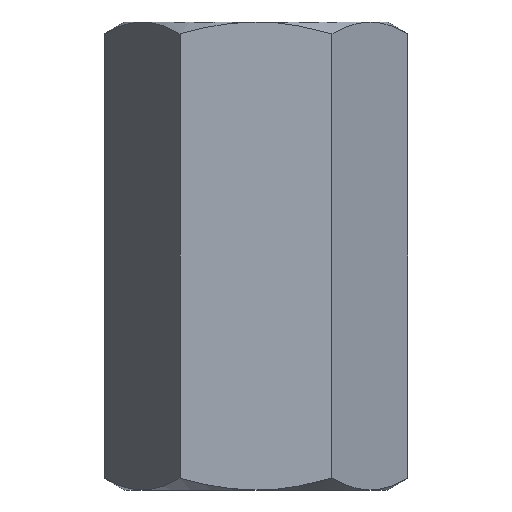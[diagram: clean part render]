
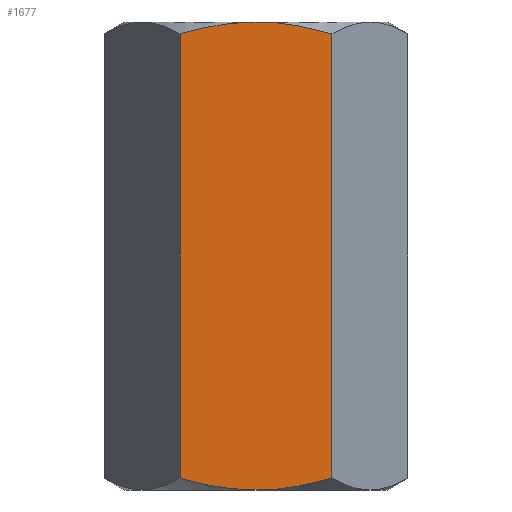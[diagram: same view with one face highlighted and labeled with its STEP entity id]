
A CAD part, left-side view. The second image highlights one B-rep face of the part: STEP entity #1677.
In plain terms, the highlighted planar face has unit normal (-1, 0, 0).
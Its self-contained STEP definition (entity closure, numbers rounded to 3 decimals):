
#48 = B_SPLINE_CURVE_WITH_KNOTS ( 'NONE', 3,
 ( #333, #3507, #1639, #361, #3837, #1961 ),
 .UNSPECIFIED., .F., .F.,
 ( 4, 2, 4 ),
 ( 0.013, 0.014, 0.014 ),
 .UNSPECIFIED. ) ;
#183 = ORIENTED_EDGE ( 'NONE', *, *, #1048, .T. ) ;
#258 = CARTESIAN_POINT ( 'NONE',  ( -2.25, -0.22, -4. ) ) ;
#333 = CARTESIAN_POINT ( 'NONE',  ( -2.25, -1.299, 3.799 ) ) ;
#361 = CARTESIAN_POINT ( 'NONE',  ( -2.25, -0.438, 3.981 ) ) ;
#405 = CARTESIAN_POINT ( 'NONE',  ( -2.25, 1.299, -3.799 ) ) ;
#594 = CARTESIAN_POINT ( 'NONE',  ( -2.25, 0., 4. ) ) ;
#602 = EDGE_CURVE ( 'NONE', #2697, #1563, #1632, .T. ) ;
#673 = VECTOR ( 'NONE', #1427, 1000. ) ;
#723 = B_SPLINE_CURVE_WITH_KNOTS ( 'NONE', 3,
 ( #1539, #3734, #4048, #2818, #258, #933 ),
 .UNSPECIFIED., .F., .F.,
 ( 4, 2, 4 ),
 ( 0.013, 0.014, 0.014 ),
 .UNSPECIFIED. ) ;
#760 = CARTESIAN_POINT ( 'NONE',  ( -2.25, 1.299, 4. ) ) ;
#920 = ORIENTED_EDGE ( 'NONE', *, *, #3805, .F. ) ;
#933 = CARTESIAN_POINT ( 'NONE',  ( -2.25, 0., -4. ) ) ;
#935 = CARTESIAN_POINT ( 'NONE',  ( -2.25, 0.876, 3.91 ) ) ;
#960 = CARTESIAN_POINT ( 'NONE',  ( -2.25, 0., -4. ) ) ;
#1019 = FACE_OUTER_BOUND ( 'NONE', #3150, .T. ) ;
#1048 = EDGE_CURVE ( 'NONE', #2358, #1563, #1556, .T. ) ;
#1229 = AXIS2_PLACEMENT_3D ( 'NONE', #1644, #3516, #2593 ) ;
#1320 = ORIENTED_EDGE ( 'NONE', *, *, #602, .F. ) ;
#1361 = ORIENTED_EDGE ( 'NONE', *, *, #4061, .T. ) ;
#1427 = DIRECTION ( 'NONE',  ( 0., 0., -1. ) ) ;
#1539 = CARTESIAN_POINT ( 'NONE',  ( -2.25, -1.299, -3.799 ) ) ;
#1540 = CARTESIAN_POINT ( 'NONE',  ( -2.25, -1.299, -3.799 ) ) ;
#1556 = LINE ( 'NONE', #760, #673 ) ;
#1563 = VERTEX_POINT ( 'NONE', #405 ) ;
#1576 = CARTESIAN_POINT ( 'NONE',  ( -2.25, 0.443, 3.981 ) ) ;
#1597 = CARTESIAN_POINT ( 'NONE',  ( -2.25, 1.299, -3.799 ) ) ;
#1624 = CARTESIAN_POINT ( 'NONE',  ( -2.25, 0.22, 4. ) ) ;
#1632 = B_SPLINE_CURVE_WITH_KNOTS ( 'NONE', 3,
 ( #960, #4109, #2827, #1854, #2191, #1597 ),
 .UNSPECIFIED., .F., .F.,
 ( 4, 2, 4 ),
 ( 0.014, 0.015, 0.016 ),
 .UNSPECIFIED. ) ;
#1639 = CARTESIAN_POINT ( 'NONE',  ( -2.25, -0.872, 3.911 ) ) ;
#1644 = CARTESIAN_POINT ( 'NONE',  ( -2.25, 1.299, 4. ) ) ;
#1650 = CARTESIAN_POINT ( 'NONE',  ( -2.25, -1.299, 3.799 ) ) ;
#1677 = ADVANCED_FACE ( 'NONE', ( #1019 ), #3216, .F. ) ;
#1770 = VERTEX_POINT ( 'NONE', #594 ) ;
#1854 = CARTESIAN_POINT ( 'NONE',  ( -2.25, 0.876, -3.91 ) ) ;
#1961 = CARTESIAN_POINT ( 'NONE',  ( -2.25, 0., 4. ) ) ;
#2006 = B_SPLINE_CURVE_WITH_KNOTS ( 'NONE', 3,
 ( #3801, #1624, #1576, #935, #3146, #2543 ),
 .UNSPECIFIED., .F., .F.,
 ( 4, 2, 4 ),
 ( 0.014, 0.015, 0.016 ),
 .UNSPECIFIED. ) ;
#2191 = CARTESIAN_POINT ( 'NONE',  ( -2.25, 1.089, -3.86 ) ) ;
#2300 = CARTESIAN_POINT ( 'NONE',  ( -2.25, -1.299, 4. ) ) ;
#2358 = VERTEX_POINT ( 'NONE', #3097 ) ;
#2388 = EDGE_CURVE ( 'NONE', #3530, #2697, #723, .T. ) ;
#2495 = VECTOR ( 'NONE', #2624, 1000. ) ;
#2543 = CARTESIAN_POINT ( 'NONE',  ( -2.25, 1.299, 3.799 ) ) ;
#2593 = DIRECTION ( 'NONE',  ( 0., 0., -1. ) ) ;
#2624 = DIRECTION ( 'NONE',  ( 0., 0., -1. ) ) ;
#2643 = CARTESIAN_POINT ( 'NONE',  ( -2.25, 0., -4. ) ) ;
#2697 = VERTEX_POINT ( 'NONE', #2643 ) ;
#2818 = CARTESIAN_POINT ( 'NONE',  ( -2.25, -0.438, -3.981 ) ) ;
#2827 = CARTESIAN_POINT ( 'NONE',  ( -2.25, 0.443, -3.981 ) ) ;
#3073 = ORIENTED_EDGE ( 'NONE', *, *, #2388, .F. ) ;
#3082 = LINE ( 'NONE', #2300, #2495 ) ;
#3097 = CARTESIAN_POINT ( 'NONE',  ( -2.25, 1.299, 3.799 ) ) ;
#3146 = CARTESIAN_POINT ( 'NONE',  ( -2.25, 1.089, 3.86 ) ) ;
#3150 = EDGE_LOOP ( 'NONE', ( #920, #1361, #3607, #183, #1320, #3073 ) ) ;
#3216 = PLANE ( 'NONE',  #1229 ) ;
#3507 = CARTESIAN_POINT ( 'NONE',  ( -2.25, -1.088, 3.86 ) ) ;
#3516 = DIRECTION ( 'NONE',  ( 1., 0., 0. ) ) ;
#3530 = VERTEX_POINT ( 'NONE', #1540 ) ;
#3607 = ORIENTED_EDGE ( 'NONE', *, *, #3965, .T. ) ;
#3609 = VERTEX_POINT ( 'NONE', #1650 ) ;
#3734 = CARTESIAN_POINT ( 'NONE',  ( -2.25, -1.088, -3.86 ) ) ;
#3801 = CARTESIAN_POINT ( 'NONE',  ( -2.25, 0., 4. ) ) ;
#3805 = EDGE_CURVE ( 'NONE', #3609, #3530, #3082, .T. ) ;
#3837 = CARTESIAN_POINT ( 'NONE',  ( -2.25, -0.22, 4. ) ) ;
#3965 = EDGE_CURVE ( 'NONE', #1770, #2358, #2006, .T. ) ;
#4048 = CARTESIAN_POINT ( 'NONE',  ( -2.25, -0.872, -3.911 ) ) ;
#4061 = EDGE_CURVE ( 'NONE', #3609, #1770, #48, .T. ) ;
#4109 = CARTESIAN_POINT ( 'NONE',  ( -2.25, 0.22, -4. ) ) ;
